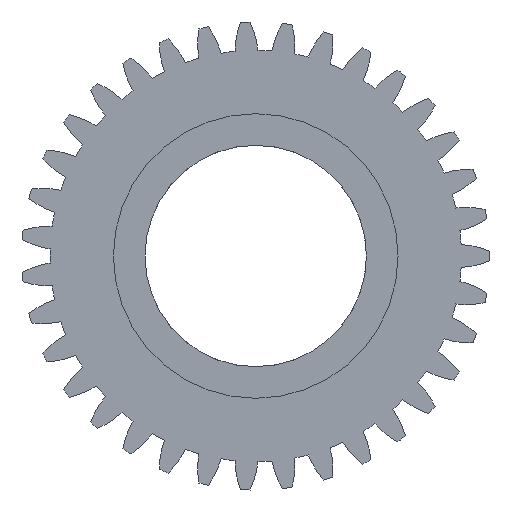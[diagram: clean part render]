
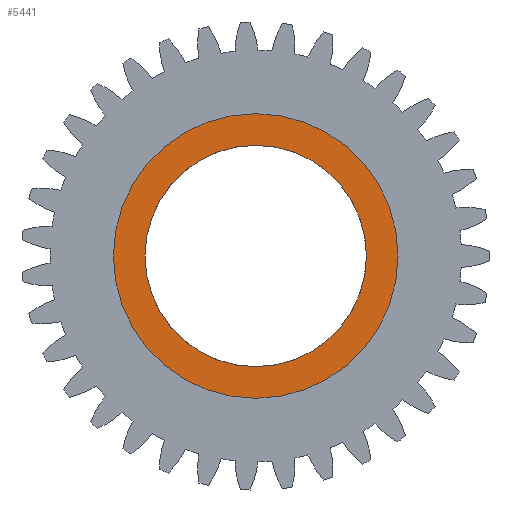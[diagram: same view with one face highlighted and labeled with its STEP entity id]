
A CAD part, left-side view. The second image highlights one B-rep face of the part: STEP entity #5441.
In plain terms, the highlighted planar face has unit normal (-1, 0, 0).
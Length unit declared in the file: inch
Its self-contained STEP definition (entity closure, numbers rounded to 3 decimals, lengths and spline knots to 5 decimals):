
#111 = CARTESIAN_POINT ( 'NONE',  ( 0.255, 0., 0.5625 ) ) ;
#260 = CIRCLE ( 'NONE', #4319, 0.4375 ) ;
#391 = ORIENTED_EDGE ( 'NONE', *, *, #2812, .F. ) ;
#721 = CARTESIAN_POINT ( 'NONE',  ( 0.255, 0., 0. ) ) ;
#870 = CIRCLE ( 'NONE', #2252, 0.4375 ) ;
#932 = VERTEX_POINT ( 'NONE', #3439 ) ;
#1060 = VERTEX_POINT ( 'NONE', #1304 ) ;
#1095 = CARTESIAN_POINT ( 'NONE',  ( 0.255, 0., 0. ) ) ;
#1113 = EDGE_LOOP ( 'NONE', ( #2524, #391 ) ) ;
#1198 = DIRECTION ( 'NONE',  ( 0., 0., 1. ) ) ;
#1304 = CARTESIAN_POINT ( 'NONE',  ( 0.255, 0., 0.4375 ) ) ;
#1542 = PLANE ( 'NONE',  #5746 ) ;
#2016 = DIRECTION ( 'NONE',  ( -1., 0., 0. ) ) ;
#2032 = DIRECTION ( 'NONE',  ( -1., 0., 0. ) ) ;
#2180 = AXIS2_PLACEMENT_3D ( 'NONE', #4790, #2032, #5258 ) ;
#2243 = EDGE_CURVE ( 'NONE', #4646, #1060, #870, .T. ) ;
#2252 = AXIS2_PLACEMENT_3D ( 'NONE', #4606, #3199, #2718 ) ;
#2398 = EDGE_CURVE ( 'NONE', #932, #2496, #2459, .T. ) ;
#2412 = FACE_OUTER_BOUND ( 'NONE', #3834, .T. ) ;
#2454 = CIRCLE ( 'NONE', #2180, 0.5625 ) ;
#2459 = CIRCLE ( 'NONE', #5218, 0.5625 ) ;
#2496 = VERTEX_POINT ( 'NONE', #111 ) ;
#2524 = ORIENTED_EDGE ( 'NONE', *, *, #2243, .F. ) ;
#2672 = DIRECTION ( 'NONE',  ( -1., 0., 0. ) ) ;
#2718 = DIRECTION ( 'NONE',  ( 0., 0., 1. ) ) ;
#2719 = EDGE_CURVE ( 'NONE', #2496, #932, #2454, .T. ) ;
#2812 = EDGE_CURVE ( 'NONE', #1060, #4646, #260, .T. ) ;
#3199 = DIRECTION ( 'NONE',  ( -1., 0., 0. ) ) ;
#3439 = CARTESIAN_POINT ( 'NONE',  ( 0.255, 0., -0.5625 ) ) ;
#3778 = FACE_BOUND ( 'NONE', #1113, .T. ) ;
#3834 = EDGE_LOOP ( 'NONE', ( #4819, #5553 ) ) ;
#3946 = DIRECTION ( 'NONE',  ( -1., 0., 0. ) ) ;
#4185 = CARTESIAN_POINT ( 'NONE',  ( 0.255, 0., -0.4375 ) ) ;
#4319 = AXIS2_PLACEMENT_3D ( 'NONE', #721, #3946, #1198 ) ;
#4606 = CARTESIAN_POINT ( 'NONE',  ( 0.255, 0., 0. ) ) ;
#4646 = VERTEX_POINT ( 'NONE', #4185 ) ;
#4790 = CARTESIAN_POINT ( 'NONE',  ( 0.255, 0., 0. ) ) ;
#4819 = ORIENTED_EDGE ( 'NONE', *, *, #2719, .T. ) ;
#5218 = AXIS2_PLACEMENT_3D ( 'NONE', #5895, #2672, #5352 ) ;
#5239 = DIRECTION ( 'NONE',  ( 0., 0., 1. ) ) ;
#5258 = DIRECTION ( 'NONE',  ( 0., 0., 1. ) ) ;
#5352 = DIRECTION ( 'NONE',  ( 0., 0., 1. ) ) ;
#5441 = ADVANCED_FACE ( 'NONE', ( #3778, #2412 ), #1542, .T. ) ;
#5553 = ORIENTED_EDGE ( 'NONE', *, *, #2398, .T. ) ;
#5746 = AXIS2_PLACEMENT_3D ( 'NONE', #1095, #2016, #5239 ) ;
#5895 = CARTESIAN_POINT ( 'NONE',  ( 0.255, 0., 0. ) ) ;
